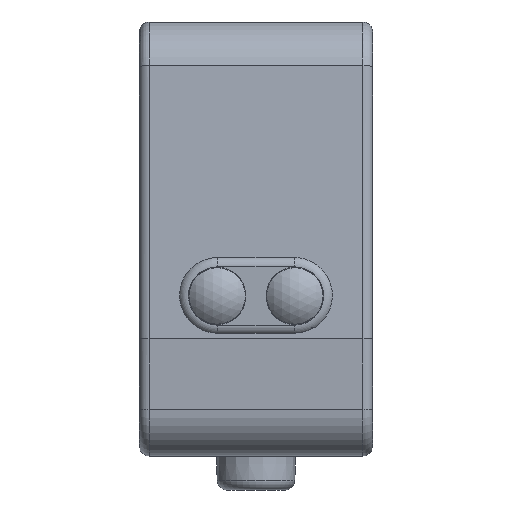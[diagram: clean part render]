
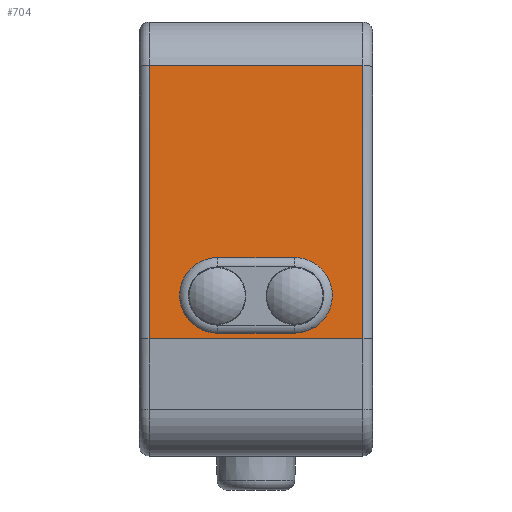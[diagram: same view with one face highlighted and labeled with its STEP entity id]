
A CAD part, front view. The second image highlights one B-rep face of the part: STEP entity #704.
In plain terms, the highlighted planar face has unit normal (0, -0.999, 0.035).
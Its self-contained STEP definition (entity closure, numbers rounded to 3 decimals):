
#634=FACE_BOUND('',#932,.T.);
#635=FACE_BOUND('',#933,.T.);
#704=ADVANCED_FACE('',(#634,#635),#809,.T.);
#809=PLANE('',#2074);
#932=EDGE_LOOP('',(#1134,#1135,#1136,#1137));
#933=EDGE_LOOP('',(#1138,#1139,#1140,#1141));
#1064=B_SPLINE_CURVE_WITH_KNOTS('',3,(#2775,#2776,#2777,#2778,#2779,#2780,
#2781,#2782,#2783,#2784,#2785,#2786,#2787,#2788,#2789,#2790,#2791,#2792,
#2793,#2794,#2795,#2796,#2797,#2798,#2799,#2800,#2801,#2802,#2803,#2804,
#2805),.UNSPECIFIED.,.F.,.F.,(4,3,3,3,3,3,3,3,3,3,4),(0.,0.108,
0.216,0.323,0.431,0.538,
0.645,0.752,0.859,0.967,
1.),.UNSPECIFIED.);
#1065=B_SPLINE_CURVE_WITH_KNOTS('',3,(#2810,#2811,#2812,#2813,#2814,#2815,
#2816,#2817,#2818,#2819,#2820,#2821,#2822,#2823,#2824,#2825,#2826,#2827,
#2828,#2829,#2830,#2831,#2832,#2833,#2834,#2835,#2836,#2837,#2838,#2839,
#2840),.UNSPECIFIED.,.F.,.F.,(4,3,3,3,3,3,3,3,3,3,4),(0.,0.108,
0.216,0.323,0.431,0.538,
0.645,0.752,0.859,0.967,
1.),.UNSPECIFIED.);
#1134=ORIENTED_EDGE('',*,*,#1689,.F.);
#1135=ORIENTED_EDGE('',*,*,#1690,.F.);
#1136=ORIENTED_EDGE('',*,*,#1691,.F.);
#1137=ORIENTED_EDGE('',*,*,#1692,.F.);
#1138=ORIENTED_EDGE('',*,*,#1660,.T.);
#1139=ORIENTED_EDGE('',*,*,#1693,.T.);
#1140=ORIENTED_EDGE('',*,*,#1694,.T.);
#1141=ORIENTED_EDGE('',*,*,#1695,.T.);
#1522=VERTEX_POINT('',#2713);
#1523=VERTEX_POINT('',#2714);
#1546=VERTEX_POINT('',#2806);
#1547=VERTEX_POINT('',#2807);
#1548=VERTEX_POINT('',#2809);
#1549=VERTEX_POINT('',#2841);
#1550=VERTEX_POINT('',#2844);
#1551=VERTEX_POINT('',#2846);
#1660=EDGE_CURVE('',#1522,#1523,#1870,.T.);
#1689=EDGE_CURVE('',#1546,#1547,#1064,.T.);
#1690=EDGE_CURVE('',#1548,#1546,#1892,.T.);
#1691=EDGE_CURVE('',#1549,#1548,#1065,.T.);
#1692=EDGE_CURVE('',#1547,#1549,#1893,.T.);
#1693=EDGE_CURVE('',#1523,#1550,#1894,.T.);
#1694=EDGE_CURVE('',#1550,#1551,#1895,.T.);
#1695=EDGE_CURVE('',#1551,#1522,#1896,.T.);
#1870=LINE('',#2712,#1965);
#1892=LINE('',#2808,#1987);
#1893=LINE('',#2842,#1988);
#1894=LINE('',#2843,#1989);
#1895=LINE('',#2845,#1990);
#1896=LINE('',#2847,#1991);
#1965=VECTOR('',#2247,1.);
#1987=VECTOR('',#2295,1.);
#1988=VECTOR('',#2296,1.);
#1989=VECTOR('',#2297,1.);
#1990=VECTOR('',#2298,1.);
#1991=VECTOR('',#2299,1.);
#2074=AXIS2_PLACEMENT_3D('',#2848,#2300,#2301);
#2247=DIRECTION('',(1.,0.,0.));
#2295=DIRECTION('',(1.,0.,0.));
#2296=DIRECTION('',(-1.,0.,0.));
#2297=DIRECTION('',(0.,0.035,0.999));
#2298=DIRECTION('',(-1.,0.,0.));
#2299=DIRECTION('',(0.,-0.035,-0.999));
#2300=DIRECTION('',(0.,-0.999,0.035));
#2301=DIRECTION('',(0.,0.035,0.999));
#2712=CARTESIAN_POINT('',(100.,-22.806,-5.844));
#2713=CARTESIAN_POINT('',(94.5,-22.806,-5.85));
#2714=CARTESIAN_POINT('',(105.5,-22.806,-5.85));
#2775=CARTESIAN_POINT('',(101.978,-22.796,-5.563));
#2776=CARTESIAN_POINT('',(102.197,-22.796,-5.563));
#2777=CARTESIAN_POINT('',(102.419,-22.795,-5.525));
#2778=CARTESIAN_POINT('',(102.626,-22.792,-5.453));
#2779=CARTESIAN_POINT('',(102.833,-22.789,-5.38));
#2780=CARTESIAN_POINT('',(103.03,-22.786,-5.271));
#2781=CARTESIAN_POINT('',(103.201,-22.781,-5.134));
#2782=CARTESIAN_POINT('',(103.371,-22.776,-4.998));
#2783=CARTESIAN_POINT('',(103.52,-22.77,-4.83));
#2784=CARTESIAN_POINT('',(103.636,-22.764,-4.644));
#2785=CARTESIAN_POINT('',(103.751,-22.757,-4.459));
#2786=CARTESIAN_POINT('',(103.836,-22.75,-4.252));
#2787=CARTESIAN_POINT('',(103.883,-22.743,-4.039));
#2788=CARTESIAN_POINT('',(103.931,-22.735,-3.827));
#2789=CARTESIAN_POINT('',(103.942,-22.727,-3.604));
#2790=CARTESIAN_POINT('',(103.916,-22.72,-3.388));
#2791=CARTESIAN_POINT('',(103.89,-22.712,-3.172));
#2792=CARTESIAN_POINT('',(103.827,-22.705,-2.958));
#2793=CARTESIAN_POINT('',(103.731,-22.698,-2.763));
#2794=CARTESIAN_POINT('',(103.636,-22.691,-2.568));
#2795=CARTESIAN_POINT('',(103.505,-22.685,-2.386));
#2796=CARTESIAN_POINT('',(103.35,-22.68,-2.234));
#2797=CARTESIAN_POINT('',(103.195,-22.674,-2.081));
#2798=CARTESIAN_POINT('',(103.011,-22.67,-1.952));
#2799=CARTESIAN_POINT('',(102.814,-22.667,-1.859));
#2800=CARTESIAN_POINT('',(102.617,-22.663,-1.766));
#2801=CARTESIAN_POINT('',(102.4,-22.661,-1.705));
#2802=CARTESIAN_POINT('',(102.183,-22.66,-1.683));
#2803=CARTESIAN_POINT('',(102.115,-22.66,-1.675));
#2804=CARTESIAN_POINT('',(102.047,-22.66,-1.672));
#2805=CARTESIAN_POINT('',(101.978,-22.66,-1.672));
#2806=CARTESIAN_POINT('',(101.978,-22.796,-5.563));
#2807=CARTESIAN_POINT('',(101.978,-22.66,-1.672));
#2808=CARTESIAN_POINT('',(100.,-22.796,-5.563));
#2809=CARTESIAN_POINT('',(98.022,-22.796,-5.563));
#2810=CARTESIAN_POINT('',(98.022,-22.66,-1.672));
#2811=CARTESIAN_POINT('',(97.803,-22.66,-1.672));
#2812=CARTESIAN_POINT('',(97.581,-22.661,-1.71));
#2813=CARTESIAN_POINT('',(97.374,-22.664,-1.782));
#2814=CARTESIAN_POINT('',(97.168,-22.666,-1.854));
#2815=CARTESIAN_POINT('',(96.971,-22.67,-1.964));
#2816=CARTESIAN_POINT('',(96.8,-22.675,-2.1));
#2817=CARTESIAN_POINT('',(96.63,-22.68,-2.237));
#2818=CARTESIAN_POINT('',(96.48,-22.686,-2.405));
#2819=CARTESIAN_POINT('',(96.365,-22.692,-2.59));
#2820=CARTESIAN_POINT('',(96.249,-22.699,-2.775));
#2821=CARTESIAN_POINT('',(96.164,-22.706,-2.983));
#2822=CARTESIAN_POINT('',(96.117,-22.713,-3.195));
#2823=CARTESIAN_POINT('',(96.069,-22.721,-3.408));
#2824=CARTESIAN_POINT('',(96.058,-22.728,-3.631));
#2825=CARTESIAN_POINT('',(96.084,-22.736,-3.847));
#2826=CARTESIAN_POINT('',(96.11,-22.743,-4.063));
#2827=CARTESIAN_POINT('',(96.173,-22.751,-4.277));
#2828=CARTESIAN_POINT('',(96.269,-22.758,-4.472));
#2829=CARTESIAN_POINT('',(96.364,-22.765,-4.667));
#2830=CARTESIAN_POINT('',(96.495,-22.771,-4.848));
#2831=CARTESIAN_POINT('',(96.65,-22.776,-5.001));
#2832=CARTESIAN_POINT('',(96.805,-22.782,-5.154));
#2833=CARTESIAN_POINT('',(96.988,-22.786,-5.282));
#2834=CARTESIAN_POINT('',(97.185,-22.789,-5.375));
#2835=CARTESIAN_POINT('',(97.383,-22.793,-5.468));
#2836=CARTESIAN_POINT('',(97.599,-22.795,-5.529));
#2837=CARTESIAN_POINT('',(97.816,-22.795,-5.552));
#2838=CARTESIAN_POINT('',(97.884,-22.796,-5.559));
#2839=CARTESIAN_POINT('',(97.953,-22.796,-5.563));
#2840=CARTESIAN_POINT('',(98.022,-22.796,-5.563));
#2841=CARTESIAN_POINT('',(98.022,-22.66,-1.672));
#2842=CARTESIAN_POINT('',(100.,-22.66,-1.672));
#2843=CARTESIAN_POINT('',(105.5,-22.75,-4.25));
#2844=CARTESIAN_POINT('',(105.5,-22.315,8.214));
#2845=CARTESIAN_POINT('',(106.,-22.315,8.214));
#2846=CARTESIAN_POINT('',(94.5,-22.315,8.214));
#2847=CARTESIAN_POINT('',(94.5,-22.75,-4.25));
#2848=CARTESIAN_POINT('',(100.,-22.75,-4.25));
